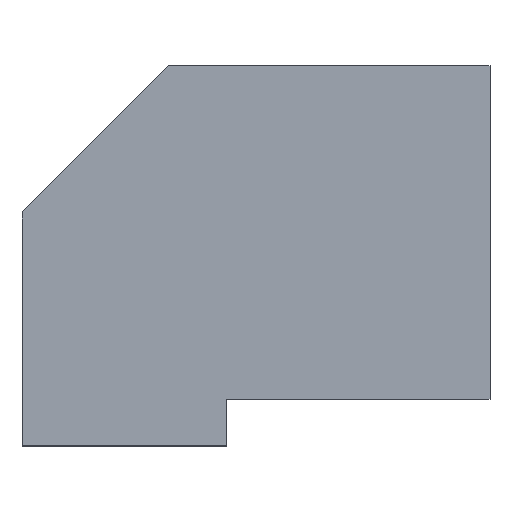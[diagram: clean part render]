
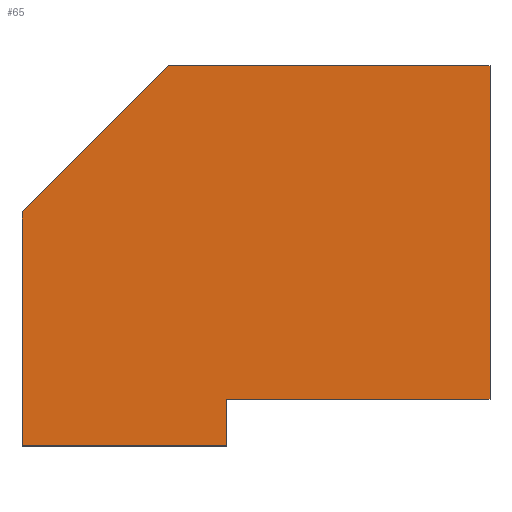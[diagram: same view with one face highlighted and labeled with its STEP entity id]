
A CAD part, top view. The second image highlights one B-rep face of the part: STEP entity #65.
In plain terms, the highlighted planar face has unit normal (0, 0, 1).
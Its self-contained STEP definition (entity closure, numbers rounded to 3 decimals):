
#65=ADVANCED_FACE('NONE',(#103),#104,.T.);
#103=FACE_OUTER_BOUND('',#147,.T.);
#104=PLANE('',#148);
#147=EDGE_LOOP('',(#261,#262,#263,#264,#265,#266,#267));
#148=AXIS2_PLACEMENT_3D('',#268,#269,#270);
#261=ORIENTED_EDGE('',*,*,#349,.T.);
#262=ORIENTED_EDGE('',*,*,#350,.T.);
#263=ORIENTED_EDGE('',*,*,#351,.T.);
#264=ORIENTED_EDGE('',*,*,#345,.T.);
#265=ORIENTED_EDGE('',*,*,#336,.T.);
#266=ORIENTED_EDGE('',*,*,#334,.T.);
#267=ORIENTED_EDGE('',*,*,#341,.T.);
#268=CARTESIAN_POINT('',(-8.0,-13.0,3.0));
#269=DIRECTION('',(0.0,0.0,1.0));
#270=DIRECTION('',(1.0,0.0,0.0));
#334=EDGE_CURVE('NONE',#390,#395,#397,.T.);
#336=EDGE_CURVE('NONE',#399,#390,#400,.T.);
#341=EDGE_CURVE('NONE',#395,#406,#408,.T.);
#345=EDGE_CURVE('NONE',#410,#399,#414,.T.);
#349=EDGE_CURVE('NONE',#406,#418,#420,.T.);
#350=EDGE_CURVE('NONE',#418,#421,#422,.T.);
#351=EDGE_CURVE('NONE',#421,#410,#423,.T.);
#390=VERTEX_POINT('NONE',#473);
#395=VERTEX_POINT('NONE',#480);
#397=LINE('',#483,#484);
#399=VERTEX_POINT('NONE',#486);
#400=LINE('',#487,#488);
#406=VERTEX_POINT('NONE',#497);
#408=LINE('',#500,#501);
#410=VERTEX_POINT('NONE',#503);
#414=LINE('',#509,#510);
#418=VERTEX_POINT('NONE',#515);
#420=LINE('',#518,#519);
#421=VERTEX_POINT('NONE',#520);
#422=LINE('',#521,#522);
#423=LINE('',#523,#524);
#473=CARTESIAN_POINT('',(-1.0,-13.0,3.0));
#480=CARTESIAN_POINT('',(-1.0,-11.4,3.0));
#483=CARTESIAN_POINT('',(-1.0,-12.2,3.0));
#484=VECTOR('',#574,1000.0);
#486=CARTESIAN_POINT('',(-8.0,-13.0,3.0));
#487=CARTESIAN_POINT('',(0.0,-13.0,3.0));
#488=VECTOR('',#578,1000.0);
#497=CARTESIAN_POINT('',(8.0,-11.4,3.0));
#500=CARTESIAN_POINT('',(0.0,-11.4,3.0));
#501=VECTOR('',#583,1000.0);
#503=CARTESIAN_POINT('',(-8.0,-5.,3.0));
#509=CARTESIAN_POINT('',(-8.0,-6.5,3.0));
#510=VECTOR('',#589,1000.0);
#515=CARTESIAN_POINT('',(8.0,0.0,3.0));
#518=CARTESIAN_POINT('',(8.0,-6.5,3.0));
#519=VECTOR('',#595,1000.0);
#520=CARTESIAN_POINT('',(-3.0,0.0,3.0));
#521=CARTESIAN_POINT('',(2.5,0.0,3.0));
#522=VECTOR('',#596,1000.0);
#523=CARTESIAN_POINT('',(-5.5,-2.5,3.0));
#524=VECTOR('',#597,1000.0);
#574=DIRECTION('',(0.0,1.0,0.0));
#578=DIRECTION('',(1.0,0.0,0.0));
#583=DIRECTION('',(1.0,0.0,0.0));
#589=DIRECTION('',(-0.0,-1.0,-0.0));
#595=DIRECTION('',(0.0,1.0,0.0));
#596=DIRECTION('',(-1.0,-0.0,-0.0));
#597=DIRECTION('',(-0.707,-0.707,-0.0));
